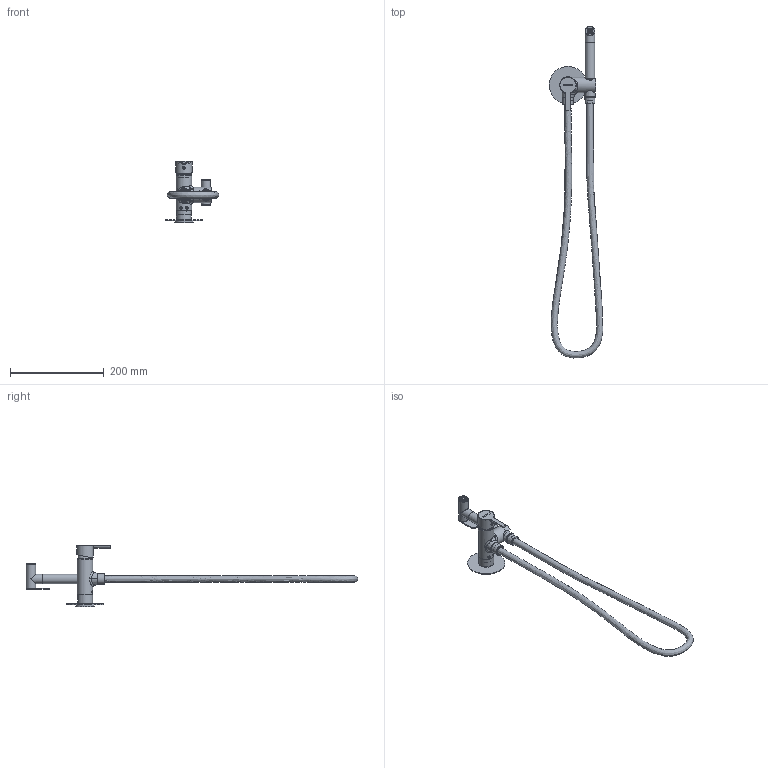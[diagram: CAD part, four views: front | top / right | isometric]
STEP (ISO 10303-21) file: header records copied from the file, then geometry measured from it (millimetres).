
FILE_DESCRIPTION (( 'STEP AP203' ), '1' );
FILE_NAME ('99FP02081.STEP', '2021-04-15T12:30:03', ( '' ), ( '' ), 'SwSTEP 2.0', 'SolidWorks 2018', '' );
FILE_SCHEMA (( 'CONFIG_CONTROL_DESIGN' ));
Length unit declared in the file: millimetre
Products named in the file (1): 99FP02081
Bounding box: 114.52 x 709.65 x 130.6 mm (x, y, z)
Volume: 307827.7 mm3; surface area: 139204.9 mm2
Topology: 19 solids, 19 shells, 817 faces, 1968 edges, 1251 vertices
Faces by surface type: plane 290, cylinder 229, bspline 196, cone 71, torus 30, sphere 1
Full cylindrical faces by diameter (mm): 0.5 x24, 3.5 x2, 4.2 x3, 5 x4, 5.5 x3, 6 x1, 6.2 x2, 7.5 x1, 8.1 x1, 9 x1, 9.5 x2, 10 x1, 10.5 x2, 11 x2, 11.5 x1, 12 x1, 12.5 x1, 15 x2, 16 x1, 16.1 x1, 16.4 x1, 16.5 x1, 17 x1, 17.5 x1, 18 x5, 18.5 x1, 18.6 x1, 18.76 x1, 19 x1, 19.2 x1
Entity records: 41771 total; most frequent: CARTESIAN_POINT 25815, ORIENTED_EDGE 3472, DIRECTION 2618, EDGE_CURVE 1736, VERTEX_POINT 1191, EDGE_LOOP 1079, AXIS2_PLACEMENT_3D 1072, FACE_OUTER_BOUND 924
